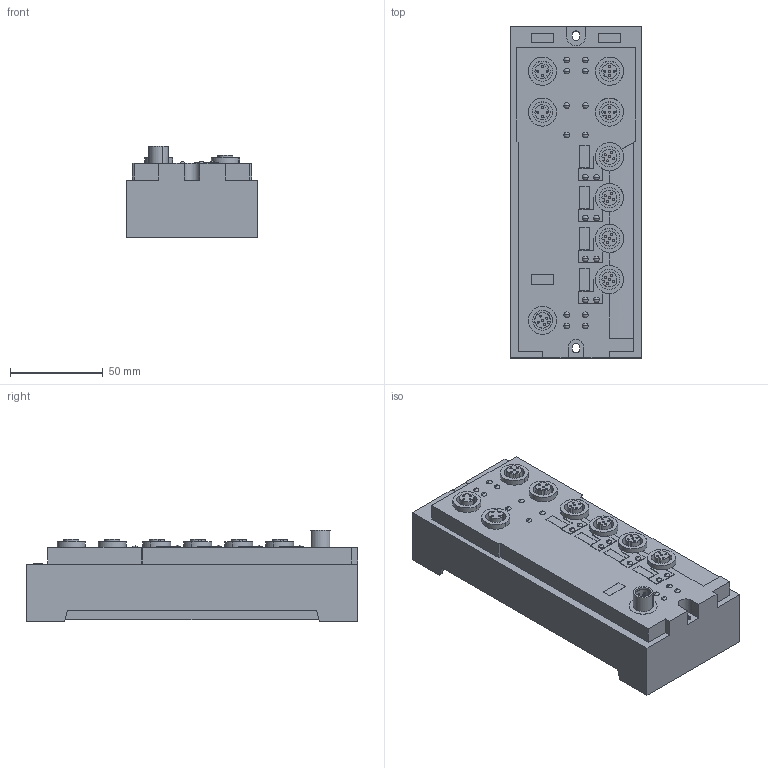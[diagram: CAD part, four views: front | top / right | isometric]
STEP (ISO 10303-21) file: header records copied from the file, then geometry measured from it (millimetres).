
FILE_DESCRIPTION(('Creo Elements/Direct Modeling STEP Export'),'2;1');
FILE_NAME('model.stp','2019-10-17T 6:15:41',(''),(''),'Creo Elements/Direct Modeling STEP processor for AP214 (Solid Model)','Creo Elements/Direct Modeling 20.1A 29-Sep-2018 (C) Parametric Technology GmbH','');
FILE_SCHEMA(('AUTOMOTIVE_DESIGN { 1 0 10303 214 1 1 1 1 }'));
Length unit declared in the file: millimetre
Products named in the file (2): FLM_BK...M12_DI_8_M12_2TX-select
Assembly tree (1 placements, depth 2):
  FLM_BK...M12_DI_8_M12_2TX-select
    FLM_BK...M12_DI_8_M12_2TX-select
Bounding box: 70.5 x 178.5 x 49.25 mm (x, y, z)
Volume: 464732.1 mm3; surface area: 52333.2 mm2
Topology: 1 solids, 1 shells, 414 faces, 1030 edges, 672 vertices
Faces by surface type: plane 223, cylinder 151, sphere 40
Entity records: 15363 total; most frequent: CARTESIAN_POINT 2850, ORIENTED_EDGE 1980, DIRECTION 1744, EDGE_CURVE 990, VERTEX_POINT 672, AXIS2_PLACEMENT_3D 585, VECTOR 574, LINE 574
